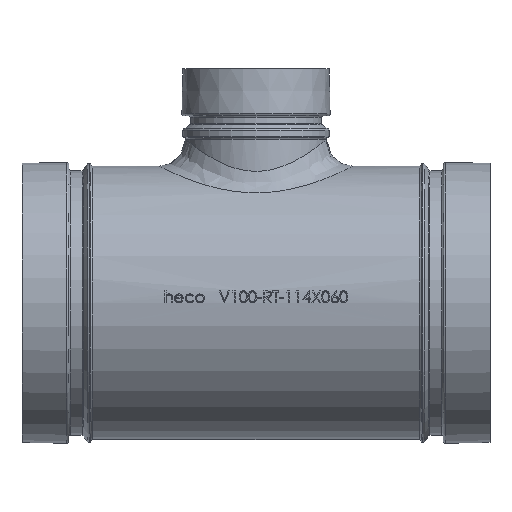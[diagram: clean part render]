
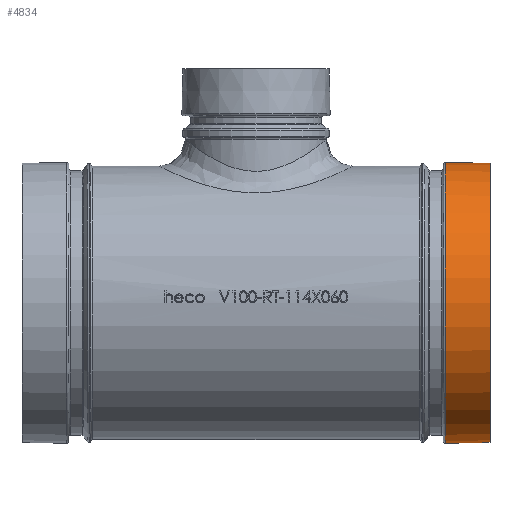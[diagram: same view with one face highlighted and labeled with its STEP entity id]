
A CAD part, top view. The second image highlights one B-rep face of the part: STEP entity #4834.
In plain terms, the highlighted conical face has half-angle 1 degrees and reference radius 56.984 mm.
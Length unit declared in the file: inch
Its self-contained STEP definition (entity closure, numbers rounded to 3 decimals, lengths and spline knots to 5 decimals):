
#1954 = CARTESIAN_POINT ( 'NONE',  ( 3.75, 0., 0. ) ) ;
#2555 = ORIENTED_EDGE ( 'NONE', *, *, #14244, .T. ) ;
#2902 = EDGE_LOOP ( 'NONE', ( #2555 ) ) ;
#4269 = VERTEX_POINT ( 'NONE', #26367 ) ;
#4834 = ADVANCED_FACE ( 'NONE', ( #19419, #11774 ), #7788, .T. ) ;
#5854 = EDGE_CURVE ( 'NONE', #15189, #15189, #25724, .T. ) ;
#6317 = DIRECTION ( 'NONE',  ( -1., 0., 0. ) ) ;
#6515 = CARTESIAN_POINT ( 'NONE',  ( 3.375, 0., 0. ) ) ;
#6725 = AXIS2_PLACEMENT_3D ( 'NONE', #1954, #25046, #29708 ) ;
#7273 = CARTESIAN_POINT ( 'NONE',  ( 3.03052, -2.24947, 0. ) ) ;
#7465 = DIRECTION ( 'NONE',  ( 0., -1., 0. ) ) ;
#7788 = CONICAL_SURFACE ( 'NONE', #14110, 2.24345, 0.017 ) ;
#10553 = EDGE_LOOP ( 'NONE', ( #25932 ) ) ;
#11774 = FACE_OUTER_BOUND ( 'NONE', #10553, .T. ) ;
#14110 = AXIS2_PLACEMENT_3D ( 'NONE', #6515, #6317, #15852 ) ;
#14244 = EDGE_CURVE ( 'NONE', #4269, #4269, #19522, .T. ) ;
#15189 = VERTEX_POINT ( 'NONE', #7273 ) ;
#15852 = DIRECTION ( 'NONE',  ( 0., 1., 0. ) ) ;
#19419 = FACE_BOUND ( 'NONE', #2902, .T. ) ;
#19522 = CIRCLE ( 'NONE', #6725, 2.23691 ) ;
#21355 = CARTESIAN_POINT ( 'NONE',  ( 3.03052, 0., 0. ) ) ;
#25046 = DIRECTION ( 'NONE',  ( -1., 0., 0. ) ) ;
#25724 = CIRCLE ( 'NONE', #29674, 2.24947 ) ;
#25932 = ORIENTED_EDGE ( 'NONE', *, *, #5854, .F. ) ;
#26049 = DIRECTION ( 'NONE',  ( -1., 0., 0. ) ) ;
#26367 = CARTESIAN_POINT ( 'NONE',  ( 3.75, 0., 2.23691 ) ) ;
#29674 = AXIS2_PLACEMENT_3D ( 'NONE', #21355, #26049, #7465 ) ;
#29708 = DIRECTION ( 'NONE',  ( 0., 0., 1. ) ) ;
